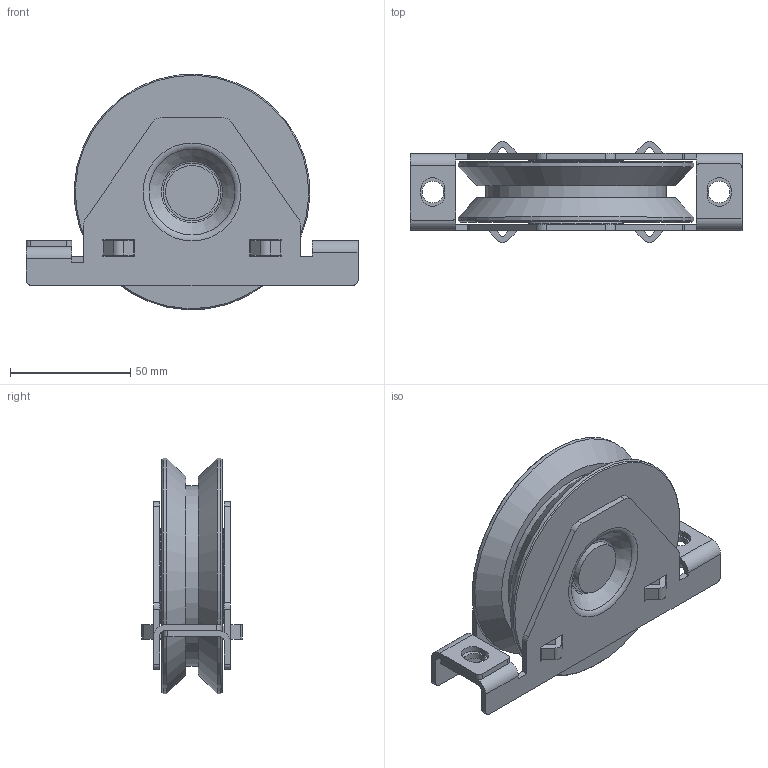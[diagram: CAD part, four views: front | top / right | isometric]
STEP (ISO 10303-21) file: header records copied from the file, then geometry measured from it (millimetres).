
FILE_DESCRIPTION(/* description */ (''),/* implementation_level */ '2;1');
FILE_NAME(/* name */ '22100V20.stp',/* time_stamp */ '2019-08-12T08:39:44+02:00',/* author */ ('DOMINIQUE'),/* organization */ (''),/* preprocessor_version */ 'ST-DEVELOPER v17.2',/* originating_system */ 'Autodesk Inventor 2019',/* authorisation */ '');
FILE_SCHEMA (('AUTOMOTIVE_DESIGN { 1 0 10303 214 3 1 1 }'));
Length unit declared in the file: millimetre
Products named in the file (1): 22100V20
Bounding box: 138 x 41.98 x 97.91 mm (x, y, z)
Volume: 162081.1 mm3; surface area: 67172.4 mm2
Topology: 7 solids, 7 shells, 228 faces, 673 edges, 460 vertices
Faces by surface type: plane 111, cylinder 76, torus 25, cone 12, sphere 4
Full cylindrical faces by diameter (mm): 9 x2, 13.5 x1, 16.9 x1, 17 x1, 17.2 x2, 22 x1, 26 x2, 38 x2, 41 x1, 47 x2, 47.4 x1, 52 x1, 75 x1, 98 x2
Entity records: 8158 total; most frequent: DIRECTION 1426, CARTESIAN_POINT 1377, ORIENTED_EDGE 1344, EDGE_CURVE 672, AXIS2_PLACEMENT_3D 525, VERTEX_POINT 476, LINE 376, VECTOR 376
